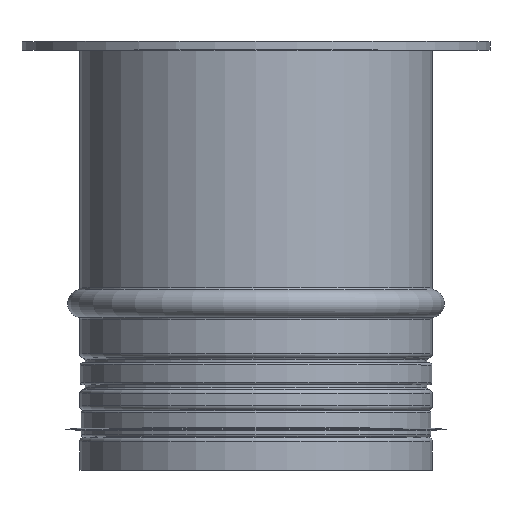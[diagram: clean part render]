
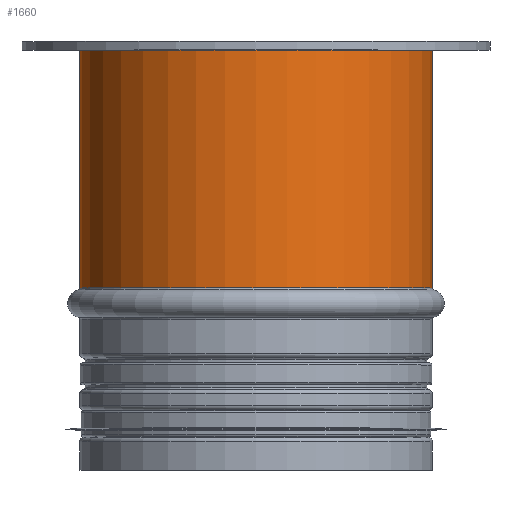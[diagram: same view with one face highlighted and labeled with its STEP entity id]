
A CAD part, top view. The second image highlights one B-rep face of the part: STEP entity #1660.
In plain terms, the highlighted cylindrical face has radius 81 mm (diameter 162 mm), a partial arc.
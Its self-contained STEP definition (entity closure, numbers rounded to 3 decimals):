
#84=CYLINDRICAL_SURFACE('',#1845,81.);
#204=FACE_OUTER_BOUND('',#318,.T.);
#318=EDGE_LOOP('',(#1273,#1274,#1275,#1276));
#476=CIRCLE('',#1844,81.);
#477=CIRCLE('',#1846,81.);
#569=LINE('',#2656,#653);
#613=LINE('',#2832,#697);
#653=VECTOR('',#2084,111.172);
#697=VECTOR('',#2302,111.172);
#739=VERTEX_POINT('',#2649);
#741=VERTEX_POINT('',#2655);
#744=VERTEX_POINT('',#2662);
#786=VERTEX_POINT('',#2827);
#881=EDGE_CURVE('',#741,#739,#569,.T.);
#967=EDGE_CURVE('',#786,#741,#476,.T.);
#969=EDGE_CURVE('',#744,#739,#477,.T.);
#970=EDGE_CURVE('',#786,#744,#613,.T.);
#1273=ORIENTED_EDGE('',*,*,#881,.T.);
#1274=ORIENTED_EDGE('',*,*,#969,.F.);
#1275=ORIENTED_EDGE('',*,*,#970,.F.);
#1276=ORIENTED_EDGE('',*,*,#967,.T.);
#1660=ADVANCED_FACE('',(#204),#84,.T.);
#1844=AXIS2_PLACEMENT_3D('',#2828,#2295,#2296);
#1845=AXIS2_PLACEMENT_3D('',#2830,#2298,#2299);
#1846=AXIS2_PLACEMENT_3D('',#2831,#2300,#2301);
#2084=DIRECTION('',(0.,-1.,0.));
#2295=DIRECTION('center_axis',(0.,-1.,0.));
#2296=DIRECTION('ref_axis',(-1.,0.,0.));
#2298=DIRECTION('center_axis',(0.,-1.,0.));
#2299=DIRECTION('ref_axis',(-1.,0.,0.));
#2300=DIRECTION('center_axis',(0.,-1.,0.));
#2301=DIRECTION('ref_axis',(-1.,0.,0.));
#2302=DIRECTION('',(0.,-1.,0.));
#2649=CARTESIAN_POINT('',(-81.,83.828,0.141));
#2655=CARTESIAN_POINT('',(-81.,195.,0.141));
#2656=CARTESIAN_POINT('',(-81.,195.,0.141));
#2662=CARTESIAN_POINT('',(-81.,83.828,0.));
#2827=CARTESIAN_POINT('',(-81.,195.,0.));
#2828=CARTESIAN_POINT('Origin',(0.,195.,0.));
#2830=CARTESIAN_POINT('Origin',(0.,93.923,0.));
#2831=CARTESIAN_POINT('Origin',(0.,83.828,0.));
#2832=CARTESIAN_POINT('',(-81.,195.,0.));
